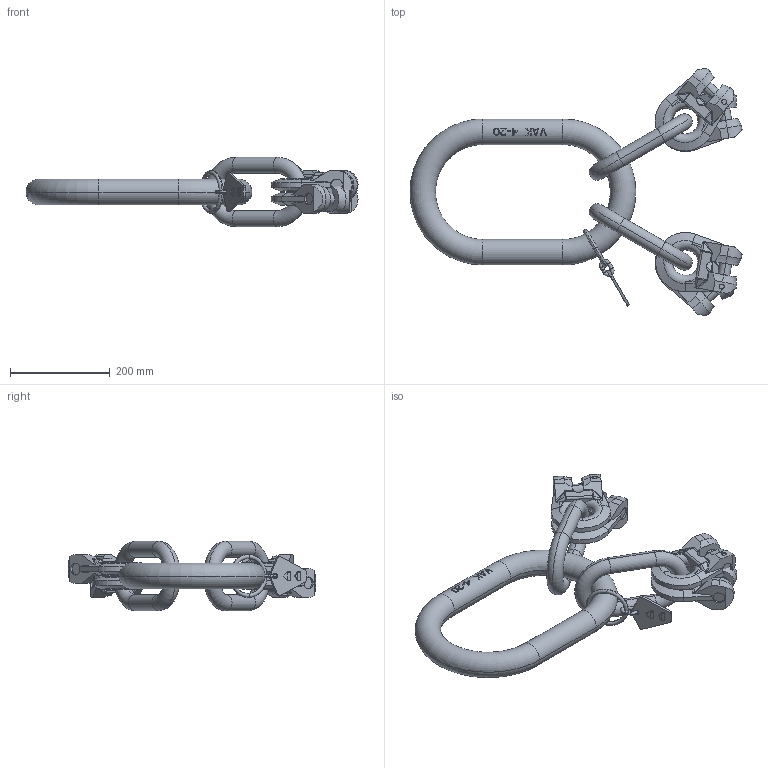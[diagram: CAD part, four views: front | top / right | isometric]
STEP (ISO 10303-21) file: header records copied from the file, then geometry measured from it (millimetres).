
FILE_DESCRIPTION((''),'2;1');
FILE_NAME('3VAK4-20_ASM','2005-01-18T',('jakubetz'),(''),'PRO/ENGINEER BY PARAMETRIC TECHNOLOGY CORPORATION, 2001400','PRO/ENGINEER BY PARAMETRIC TECHNOLOGY CORPORATION, 2001400','');
FILE_SCHEMA(('CONFIG_CONTROL_DESIGN'));
Length unit declared in the file: millimetre
Products named in the file (2): _3VAK4-20; 3VAK4-20_ASM
Assembly tree (1 placements, depth 2):
  3VAK4-20_ASM
    _3VAK4-20
Bounding box: 664.42 x 495.27 x 139 mm (x, y, z)
Volume: 4703660.1 mm3; surface area: 494404.8 mm2
Topology: 10 solids, 10 shells, 626 faces, 1602 edges, 998 vertices
Faces by surface type: plane 330, cylinder 188, bspline 48, torus 36, sphere 16, cone 8
Entity records: 20275 total; most frequent: CARTESIAN_POINT 5785, ORIENTED_EDGE 3204, DIRECTION 2705, EDGE_CURVE 1602, VERTEX_POINT 998, AXIS2_PLACEMENT_3D 922, VECTOR 861, LINE 861
